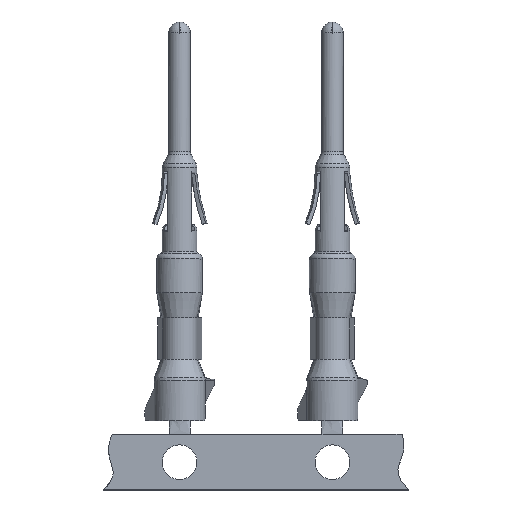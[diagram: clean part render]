
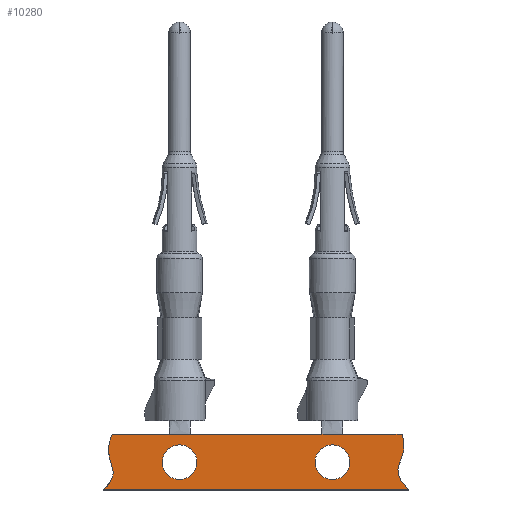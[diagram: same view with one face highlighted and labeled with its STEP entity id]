
A CAD part, top view. The second image highlights one B-rep face of the part: STEP entity #10280.
In plain terms, the highlighted planar face has unit normal (0, 0, 1).
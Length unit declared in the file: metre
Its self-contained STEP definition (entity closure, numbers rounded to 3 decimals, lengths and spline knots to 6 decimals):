
#7383=CARTESIAN_POINT('',(-0.011,-0.0317,0.00215));
#7384=DIRECTION('',(0.,0.,-1.));
#7385=DIRECTION('',(-1.,0.,0.));
#7386=AXIS2_PLACEMENT_3D('',#7383,#7384,#7385);
#7388=CARTESIAN_POINT('',(-0.011,-0.0317,0.00215));
#7389=DIRECTION('',(0.,0.,-1.));
#7390=DIRECTION('',(1.,0.,0.));
#7391=AXIS2_PLACEMENT_3D('',#7388,#7389,#7390);
#7393=CARTESIAN_POINT('',(0.,-0.0317,0.00215));
#7394=DIRECTION('',(0.,0.,-1.));
#7395=DIRECTION('',(-1.,0.,0.));
#7396=AXIS2_PLACEMENT_3D('',#7393,#7394,#7395);
#7398=CARTESIAN_POINT('',(0.,-0.0317,0.00215));
#7399=DIRECTION('',(0.,0.,-1.));
#7400=DIRECTION('',(1.,0.,0.));
#7401=AXIS2_PLACEMENT_3D('',#7398,#7399,#7400);
#7403=CARTESIAN_POINT('',(0.0055,-0.0337,0.00215));
#7404=CARTESIAN_POINT('',(0.004992,-0.033205,0.00215));
#7405=CARTESIAN_POINT('',(0.004437,-0.032322,0.00215));
#7406=CARTESIAN_POINT('',(0.005262,-0.030964,0.00215));
#7407=CARTESIAN_POINT('',(0.005143,-0.030132,0.00215));
#7408=CARTESIAN_POINT('',(0.005014,-0.0297,0.00215));
#7410=DIRECTION('',(1.,0.,0.));
#7411=VECTOR('',#7410,0.022);
#7412=CARTESIAN_POINT('',(-0.0165,-0.0337,0.00215));
#7413=LINE('',#7412,#7411);
#7414=CARTESIAN_POINT('',(-0.015864,-0.0297,0.00215));
#7415=CARTESIAN_POINT('',(-0.016066,-0.030185,0.00215));
#7416=CARTESIAN_POINT('',(-0.016276,-0.031112,0.00215));
#7417=CARTESIAN_POINT('',(-0.015525,-0.032549,0.00215));
#7418=CARTESIAN_POINT('',(-0.016092,-0.033329,0.00215));
#7419=CARTESIAN_POINT('',(-0.0165,-0.0337,0.00215));
#7421=DIRECTION('',(-1.,0.,0.));
#7422=VECTOR('',#7421,0.015114);
#7423=CARTESIAN_POINT('',(-0.00075,-0.0297,0.00215));
#7424=LINE('',#7423,#7422);
#7425=DIRECTION('',(-1.,0.,0.));
#7426=VECTOR('',#7425,0.004264);
#7427=CARTESIAN_POINT('',(0.005014,-0.0297,0.00215));
#7428=LINE('',#7427,#7426);
#7485=DIRECTION('',(1.,0.,0.));
#7486=VECTOR('',#7485,0.0015);
#7487=CARTESIAN_POINT('',(-0.00075,-0.0297,0.00215));
#7488=LINE('',#7487,#7486);
#9692=CARTESIAN_POINT('',(-0.015864,-0.0297,0.00215));
#9694=VERTEX_POINT('',#9692);
#9700=VERTEX_POINT('',#7419);
#9703=CARTESIAN_POINT('',(0.0055,-0.0337,0.00215));
#9705=VERTEX_POINT('',#9703);
#9708=VERTEX_POINT('',#7408);
#9713=CARTESIAN_POINT('',(0.00075,-0.0297,0.00215));
#9714=VERTEX_POINT('',#9713);
#9715=CARTESIAN_POINT('',(-0.00075,-0.0297,0.00215));
#9716=VERTEX_POINT('',#9715);
#10188=CARTESIAN_POINT('',(-0.00975,-0.0317,0.00215));
#10190=VERTEX_POINT('',#10188);
#10192=CARTESIAN_POINT('',(-0.01225,-0.0317,0.00215));
#10194=VERTEX_POINT('',#10192);
#10196=CARTESIAN_POINT('',(0.00125,-0.0317,0.00215));
#10198=VERTEX_POINT('',#10196);
#10200=CARTESIAN_POINT('',(-0.00125,-0.0317,0.00215));
#10202=VERTEX_POINT('',#10200);
#10250=CARTESIAN_POINT('',(0.0055,-0.0337,0.00215));
#10251=DIRECTION('',(0.,0.,-1.));
#10252=DIRECTION('',(-1.,0.,0.));
#10253=AXIS2_PLACEMENT_3D('',#10250,#10251,#10252);
#10254=PLANE('',#10253);
#10256=ORIENTED_EDGE('',*,*,#10255,.F.);
#10258=ORIENTED_EDGE('',*,*,#10257,.F.);
#10260=ORIENTED_EDGE('',*,*,#10259,.F.);
#10262=ORIENTED_EDGE('',*,*,#10261,.F.);
#10264=ORIENTED_EDGE('',*,*,#10263,.T.);
#10266=ORIENTED_EDGE('',*,*,#10265,.F.);
#10267=EDGE_LOOP('',(#10256,#10258,#10260,#10262,#10264,#10266));
#10268=FACE_OUTER_BOUND('',#10267,.F.);
#10270=ORIENTED_EDGE('',*,*,#10269,.F.);
#10272=ORIENTED_EDGE('',*,*,#10271,.F.);
#10273=EDGE_LOOP('',(#10270,#10272));
#10274=FACE_BOUND('',#10273,.F.);
#10275=ORIENTED_EDGE('',*,*,#10240,.F.);
#10277=ORIENTED_EDGE('',*,*,#10276,.F.);
#10278=EDGE_LOOP('',(#10275,#10277));
#10279=FACE_BOUND('',#10278,.F.);
#10280=ADVANCED_FACE('',(#10268,#10274,#10279),#10254,.F.);
#7387=CIRCLE('',#7386,0.00125);
#7392=CIRCLE('',#7391,0.00125);
#7397=CIRCLE('',#7396,0.00125);
#7402=CIRCLE('',#7401,0.00125);
#7409=B_SPLINE_CURVE_WITH_KNOTS('',3,(#7403,#7404,#7405,#7406,#7407,#7408),
.UNSPECIFIED.,.F.,.F.,(4,1,1,4),(0.,0.405402,0.697065,1.),
.UNSPECIFIED.);
#7420=B_SPLINE_CURVE_WITH_KNOTS('',3,(#7414,#7415,#7416,#7417,#7418,#7419),
.UNSPECIFIED.,.F.,.F.,(4,1,1,4),(0.,0.352989,0.674438,1.),
.UNSPECIFIED.);
#10240=EDGE_CURVE('',#10194,#10190,#7387,.T.);
#10255=EDGE_CURVE('',#9705,#9708,#7409,.T.);
#10257=EDGE_CURVE('',#9700,#9705,#7413,.T.);
#10259=EDGE_CURVE('',#9694,#9700,#7420,.T.);
#10261=EDGE_CURVE('',#9716,#9694,#7424,.T.);
#10263=EDGE_CURVE('',#9716,#9714,#7488,.T.);
#10265=EDGE_CURVE('',#9708,#9714,#7428,.T.);
#10269=EDGE_CURVE('',#10202,#10198,#7397,.T.);
#10271=EDGE_CURVE('',#10198,#10202,#7402,.T.);
#10276=EDGE_CURVE('',#10190,#10194,#7392,.T.);
